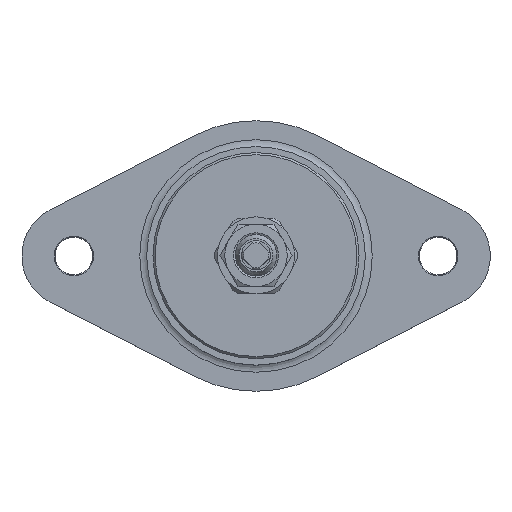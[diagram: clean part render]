
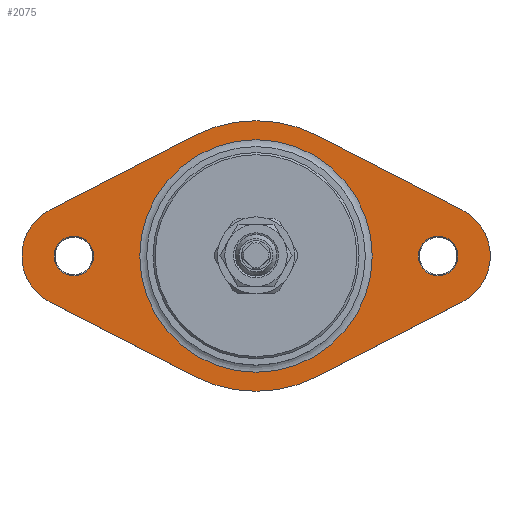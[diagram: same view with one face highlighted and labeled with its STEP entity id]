
A CAD part, top view. The second image highlights one B-rep face of the part: STEP entity #2075.
In plain terms, the highlighted planar face has unit normal (0, 0, 1).
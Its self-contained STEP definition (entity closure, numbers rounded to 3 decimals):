
#120=LINE('',#2802,#182);
#125=LINE('',#2820,#187);
#128=LINE('',#2826,#190);
#133=LINE('',#2844,#195);
#182=VECTOR('',#2377,1000.);
#187=VECTOR('',#2394,1000.);
#190=VECTOR('',#2399,1000.);
#195=VECTOR('',#2416,1000.);
#248=PLANE('',#2201);
#329=ORIENTED_EDGE('',*,*,#703,.F.);
#330=ORIENTED_EDGE('',*,*,#706,.T.);
#331=ORIENTED_EDGE('',*,*,#681,.F.);
#332=ORIENTED_EDGE('',*,*,#686,.F.);
#333=ORIENTED_EDGE('',*,*,#689,.F.);
#334=ORIENTED_EDGE('',*,*,#707,.T.);
#335=ORIENTED_EDGE('',*,*,#692,.F.);
#336=ORIENTED_EDGE('',*,*,#697,.F.);
#337=ORIENTED_EDGE('',*,*,#700,.F.);
#338=ORIENTED_EDGE('',*,*,#677,.F.);
#339=ORIENTED_EDGE('',*,*,#679,.F.);
#677=EDGE_CURVE('',#870,#870,#1007,.T.);
#679=EDGE_CURVE('',#872,#872,#1009,.T.);
#681=EDGE_CURVE('',#874,#875,#120,.T.);
#686=EDGE_CURVE('',#879,#874,#1012,.T.);
#689=EDGE_CURVE('',#881,#879,#125,.T.);
#692=EDGE_CURVE('',#883,#884,#128,.T.);
#697=EDGE_CURVE('',#888,#883,#1015,.T.);
#700=EDGE_CURVE('',#890,#888,#133,.T.);
#703=EDGE_CURVE('',#892,#892,#1017,.T.);
#706=EDGE_CURVE('',#890,#875,#1020,.T.);
#707=EDGE_CURVE('',#881,#884,#1021,.T.);
#870=VERTEX_POINT('',#2793);
#872=VERTEX_POINT('',#2798);
#874=VERTEX_POINT('',#2803);
#875=VERTEX_POINT('',#2804);
#879=VERTEX_POINT('',#2815);
#881=VERTEX_POINT('',#2821);
#883=VERTEX_POINT('',#2827);
#884=VERTEX_POINT('',#2828);
#888=VERTEX_POINT('',#2839);
#890=VERTEX_POINT('',#2845);
#892=VERTEX_POINT('',#2851);
#1007=CIRCLE('',#2176,9.5);
#1009=CIRCLE('',#2179,9.5);
#1012=CIRCLE('',#2185,25.);
#1015=CIRCLE('',#2192,25.);
#1017=CIRCLE('',#2196,55.851);
#1020=CIRCLE('',#2202,65.);
#1021=CIRCLE('',#2203,65.);
#1108=EDGE_LOOP('',(#329));
#1109=EDGE_LOOP('',(#330,#331,#332,#333,#334,#335,#336,#337));
#1110=EDGE_LOOP('',(#338));
#1111=EDGE_LOOP('',(#339));
#1248=FACE_BOUND('',#1108,.T.);
#1249=FACE_BOUND('',#1109,.T.);
#1250=FACE_BOUND('',#1110,.T.);
#1251=FACE_BOUND('',#1111,.T.);
#2075=ADVANCED_FACE('',(#1248,#1249,#1250,#1251),#248,.T.);
#2176=AXIS2_PLACEMENT_3D('',#2792,#2365,#2366);
#2179=AXIS2_PLACEMENT_3D('',#2797,#2371,#2372);
#2185=AXIS2_PLACEMENT_3D('',#2814,#2387,#2388);
#2192=AXIS2_PLACEMENT_3D('',#2838,#2409,#2410);
#2196=AXIS2_PLACEMENT_3D('',#2850,#2421,#2422);
#2201=AXIS2_PLACEMENT_3D('',#2858,#2431,#2432);
#2202=AXIS2_PLACEMENT_3D('',#2859,#2433,#2434);
#2203=AXIS2_PLACEMENT_3D('',#2860,#2435,#2436);
#2365=DIRECTION('',(0.,0.,1.));
#2366=DIRECTION('',(-1.,0.,0.));
#2371=DIRECTION('',(0.,0.,1.));
#2372=DIRECTION('',(-1.,0.,0.));
#2377=DIRECTION('',(-0.889,-0.457,0.));
#2387=DIRECTION('',(0.,0.,-1.));
#2388=DIRECTION('',(0.,1.,0.));
#2394=DIRECTION('',(0.889,-0.457,0.));
#2399=DIRECTION('',(0.889,0.457,0.));
#2409=DIRECTION('',(0.,0.,-1.));
#2410=DIRECTION('',(0.,1.,0.));
#2416=DIRECTION('',(-0.889,0.457,0.));
#2421=DIRECTION('',(0.,0.,1.));
#2422=DIRECTION('',(-1.,0.,0.));
#2431=DIRECTION('',(0.,0.,1.));
#2432=DIRECTION('',(-1.,0.,0.));
#2433=DIRECTION('',(0.,0.,1.));
#2434=DIRECTION('',(1.,0.,0.));
#2435=DIRECTION('',(0.,0.,1.));
#2436=DIRECTION('',(1.,0.,0.));
#2792=CARTESIAN_POINT('',(-87.5,0.,2.));
#2793=CARTESIAN_POINT('',(-97.,0.,2.));
#2797=CARTESIAN_POINT('',(87.5,0.,2.));
#2798=CARTESIAN_POINT('',(78.,0.,2.));
#2802=CARTESIAN_POINT('',(98.929,-22.235,2.));
#2803=CARTESIAN_POINT('',(98.929,-22.235,2.));
#2804=CARTESIAN_POINT('',(29.714,-57.811,2.));
#2814=CARTESIAN_POINT('',(87.5,0.,2.));
#2815=CARTESIAN_POINT('',(98.929,22.235,2.));
#2820=CARTESIAN_POINT('',(29.714,57.811,2.));
#2821=CARTESIAN_POINT('',(29.714,57.811,2.));
#2826=CARTESIAN_POINT('',(-98.929,22.235,2.));
#2827=CARTESIAN_POINT('',(-98.929,22.235,2.));
#2828=CARTESIAN_POINT('',(-29.714,57.811,2.));
#2838=CARTESIAN_POINT('',(-87.5,0.,2.));
#2839=CARTESIAN_POINT('',(-98.929,-22.235,2.));
#2844=CARTESIAN_POINT('',(-29.714,-57.811,2.));
#2845=CARTESIAN_POINT('',(-29.714,-57.811,2.));
#2850=CARTESIAN_POINT('',(0.,0.,2.));
#2851=CARTESIAN_POINT('',(-55.851,0.,2.));
#2858=CARTESIAN_POINT('',(0.,0.,2.));
#2859=CARTESIAN_POINT('',(0.,0.,2.));
#2860=CARTESIAN_POINT('',(0.,0.,2.));
